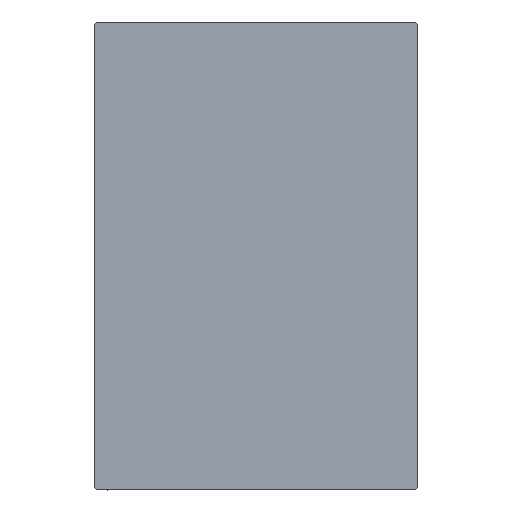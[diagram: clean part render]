
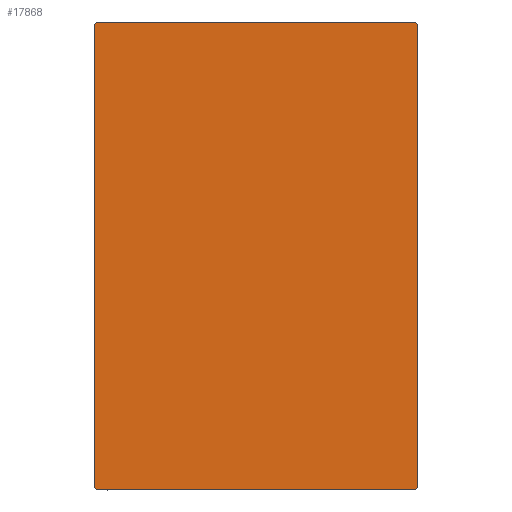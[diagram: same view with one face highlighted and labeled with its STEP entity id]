
A CAD part, left-side view. The second image highlights one B-rep face of the part: STEP entity #17868.
In plain terms, the highlighted face is planar.
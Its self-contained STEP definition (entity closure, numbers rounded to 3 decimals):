
#398 = DIRECTION ( 'NONE',  ( 1., 0., 0. ) ) ;
#1411 = CARTESIAN_POINT ( 'NONE',  ( 100., -22.5, 32.2 ) ) ;
#1648 = CARTESIAN_POINT ( 'NONE',  ( 100., 22.5, 32.2 ) ) ;
#1896 = VERTEX_POINT ( 'NONE', #31649 ) ;
#1952 = CARTESIAN_POINT ( 'NONE',  ( 100., -22.2, 32.5 ) ) ;
#2613 = VECTOR ( 'NONE', #5046, 1000. ) ;
#2853 = VECTOR ( 'NONE', #28009, 1000. ) ;
#5046 = DIRECTION ( 'NONE',  ( 0., 0., -1. ) ) ;
#5171 = EDGE_CURVE ( 'NONE', #6233, #8135, #16590, .T. ) ;
#5202 = LINE ( 'NONE', #38277, #38244 ) ;
#6233 = VERTEX_POINT ( 'NONE', #1648 ) ;
#7723 = CARTESIAN_POINT ( 'NONE',  ( 100., -22.5, 32.5 ) ) ;
#8135 = VERTEX_POINT ( 'NONE', #30948 ) ;
#9107 = VERTEX_POINT ( 'NONE', #1411 ) ;
#9343 = CARTESIAN_POINT ( 'NONE',  ( 100., -27.35, -27.35 ) ) ;
#9399 = CARTESIAN_POINT ( 'NONE',  ( 100., 22.5, 32.5 ) ) ;
#11057 = LINE ( 'NONE', #7723, #2613 ) ;
#13227 = ORIENTED_EDGE ( 'NONE', *, *, #28383, .T. ) ;
#13759 = CARTESIAN_POINT ( 'NONE',  ( 100., 0., 0. ) ) ;
#14096 = VECTOR ( 'NONE', #31599, 1000. ) ;
#14944 = VECTOR ( 'NONE', #30108, 1000. ) ;
#16590 = LINE ( 'NONE', #40092, #41335 ) ;
#17081 = ORIENTED_EDGE ( 'NONE', *, *, #43408, .T. ) ;
#17868 = ADVANCED_FACE ( 'NONE', ( #27497 ), #34145, .T. ) ;
#17961 = VERTEX_POINT ( 'NONE', #24161 ) ;
#18541 = DIRECTION ( 'NONE',  ( 0., 0.707, 0.707 ) ) ;
#18831 = EDGE_CURVE ( 'NONE', #9107, #42106, #11057, .T. ) ;
#19910 = CARTESIAN_POINT ( 'NONE',  ( 100., 22.5, -32.5 ) ) ;
#19922 = ORIENTED_EDGE ( 'NONE', *, *, #5171, .T. ) ;
#20715 = VERTEX_POINT ( 'NONE', #27522 ) ;
#21487 = EDGE_CURVE ( 'NONE', #1896, #17961, #37560, .T. ) ;
#21782 = CARTESIAN_POINT ( 'NONE',  ( 100., -27.35, 27.35 ) ) ;
#24161 = CARTESIAN_POINT ( 'NONE',  ( 100., 22.2, -32.5 ) ) ;
#26054 = ORIENTED_EDGE ( 'NONE', *, *, #18831, .T. ) ;
#26699 = LINE ( 'NONE', #9399, #43888 ) ;
#27285 = DIRECTION ( 'NONE',  ( 0., 0., -1. ) ) ;
#27497 = FACE_OUTER_BOUND ( 'NONE', #35024, .T. ) ;
#27522 = CARTESIAN_POINT ( 'NONE',  ( 100., 22.5, -32.2 ) ) ;
#28009 = DIRECTION ( 'NONE',  ( 0., -0.707, -0.707 ) ) ;
#28067 = EDGE_CURVE ( 'NONE', #42106, #1896, #39738, .T. ) ;
#28383 = EDGE_CURVE ( 'NONE', #8135, #36080, #26699, .T. ) ;
#30108 = DIRECTION ( 'NONE',  ( 0., 0., 1. ) ) ;
#30429 = EDGE_CURVE ( 'NONE', #17961, #20715, #5202, .T. ) ;
#30742 = ORIENTED_EDGE ( 'NONE', *, *, #33523, .T. ) ;
#30948 = CARTESIAN_POINT ( 'NONE',  ( 100., 22.2, 32.5 ) ) ;
#31599 = DIRECTION ( 'NONE',  ( 0., 0.707, -0.707 ) ) ;
#31608 = CARTESIAN_POINT ( 'NONE',  ( 100., -22.5, -32.2 ) ) ;
#31649 = CARTESIAN_POINT ( 'NONE',  ( 100., -22.2, -32.5 ) ) ;
#33139 = CARTESIAN_POINT ( 'NONE',  ( 100., -22.5, -32.5 ) ) ;
#33523 = EDGE_CURVE ( 'NONE', #36080, #9107, #41545, .T. ) ;
#33539 = ORIENTED_EDGE ( 'NONE', *, *, #21487, .T. ) ;
#34145 = PLANE ( 'NONE',  #39466 ) ;
#35024 = EDGE_LOOP ( 'NONE', ( #33539, #42040, #17081, #19922, #13227, #30742, #26054, #38753 ) ) ;
#35999 = VECTOR ( 'NONE', #40684, 1000. ) ;
#36080 = VERTEX_POINT ( 'NONE', #1952 ) ;
#37560 = LINE ( 'NONE', #33139, #35999 ) ;
#38244 = VECTOR ( 'NONE', #18541, 1000. ) ;
#38277 = CARTESIAN_POINT ( 'NONE',  ( 100., 27.35, -27.35 ) ) ;
#38753 = ORIENTED_EDGE ( 'NONE', *, *, #28067, .T. ) ;
#39466 = AXIS2_PLACEMENT_3D ( 'NONE', #13759, #398, #27285 ) ;
#39738 = LINE ( 'NONE', #9343, #14096 ) ;
#40092 = CARTESIAN_POINT ( 'NONE',  ( 100., 27.35, 27.35 ) ) ;
#40229 = DIRECTION ( 'NONE',  ( 0., -1., 0. ) ) ;
#40317 = LINE ( 'NONE', #19910, #14944 ) ;
#40684 = DIRECTION ( 'NONE',  ( 0., 1., 0. ) ) ;
#40971 = DIRECTION ( 'NONE',  ( 0., -0.707, 0.707 ) ) ;
#41335 = VECTOR ( 'NONE', #40971, 1000. ) ;
#41545 = LINE ( 'NONE', #21782, #2853 ) ;
#42040 = ORIENTED_EDGE ( 'NONE', *, *, #30429, .T. ) ;
#42106 = VERTEX_POINT ( 'NONE', #31608 ) ;
#43408 = EDGE_CURVE ( 'NONE', #20715, #6233, #40317, .T. ) ;
#43888 = VECTOR ( 'NONE', #40229, 1000. ) ;
